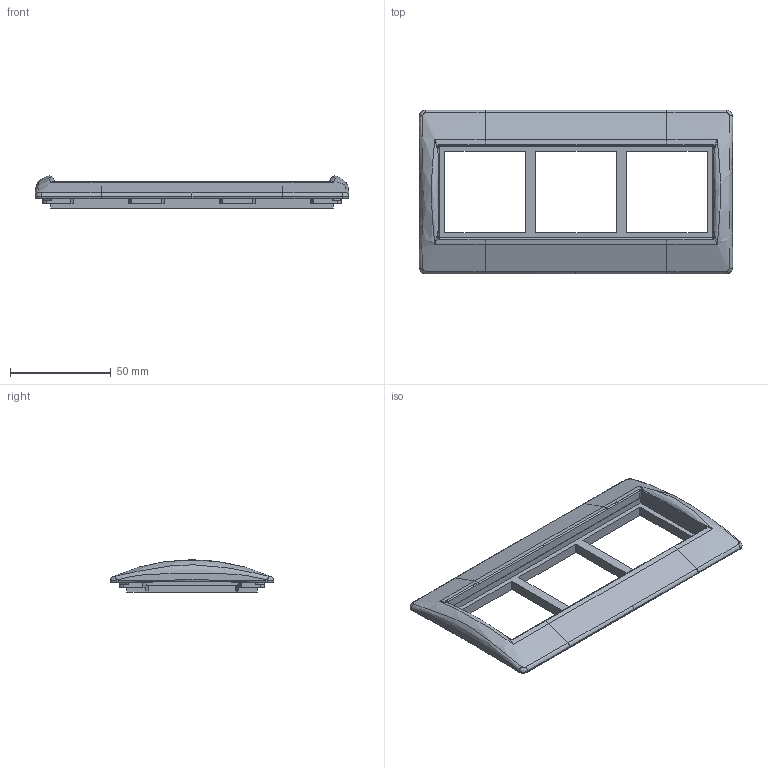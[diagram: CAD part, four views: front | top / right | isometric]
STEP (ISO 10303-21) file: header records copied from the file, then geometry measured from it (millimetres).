
FILE_DESCRIPTION (( 'STEP AP214' ), '1' );
FILE_NAME ('CKK-40D-RSU6-075-K01 Ðàìêà è ñóïïîðò äëÿ Ê.Ê. Ïðàéìåð íà 6 ìîäóëåé, 75 ìì áåëûé IEK.STEP', '2016-07-14T08:26:19', ( '' ), ( '' ), 'SwSTEP 2.0', 'SolidWorks 2014', '' );
FILE_SCHEMA (( 'AUTOMOTIVE_DESIGN' ));
Length unit declared in the file: millimetre
Products named in the file (1): CKK-40D-RSU6-075-K01 Ðàìêà è ñóïïîðò äëÿ Ê.Ê. Ïðàéìåð íà 6 ìîäóëåé, 75 ìì áåëûé IEK
Bounding box: 155.77 x 81.37 x 15.92 mm (x, y, z)
Volume: 27692.4 mm3; surface area: 34361.4 mm2
Topology: 2 solids, 2 shells, 332 faces, 907 edges, 572 vertices
Faces by surface type: plane 153, bspline 124, cylinder 35, cone 20
Entity records: 25057 total; most frequent: CARTESIAN_POINT 17639, ORIENTED_EDGE 1802, DIRECTION 1078, EDGE_CURVE 901, VERTEX_POINT 572, LINE 532, VECTOR 532, EDGE_LOOP 343
